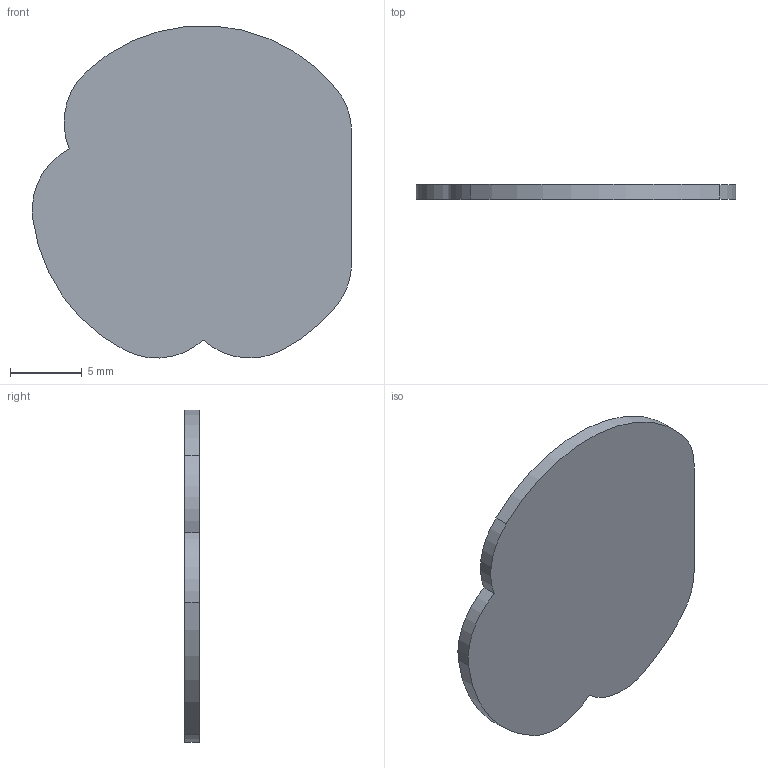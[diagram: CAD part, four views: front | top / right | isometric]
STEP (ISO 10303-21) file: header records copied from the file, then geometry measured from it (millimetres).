
FILE_DESCRIPTION((''),'2;1');
FILE_NAME('192438_ASM','2015-12-23T',('pdmadmin'),(''),'PRO/ENGINEER BY PARAMETRIC TECHNOLOGY CORPORATION, 2013230','PRO/ENGINEER BY PARAMETRIC TECHNOLOGY CORPORATION, 2013230','');
FILE_SCHEMA(('CONFIG_CONTROL_DESIGN'));
Length unit declared in the file: inch
Products named in the file (2): 115633; 192438_ASM
Assembly tree (1 placements, depth 2):
  192438_ASM
    115633
Bounding box: 22.24 x 1.02 x 23.12 mm (x, y, z)
Volume: 428.3 mm3; surface area: 919.6 mm2
Topology: 1 solids, 1 shells, 12 faces, 30 edges, 20 vertices
Faces by surface type: cylinder 9, plane 3
Entity records: 441 total; most frequent: DIRECTION 78, CARTESIAN_POINT 65, ORIENTED_EDGE 60, AXIS2_PLACEMENT_3D 33, EDGE_CURVE 30, VERTEX_POINT 20, CIRCLE 18, VECTOR 12
